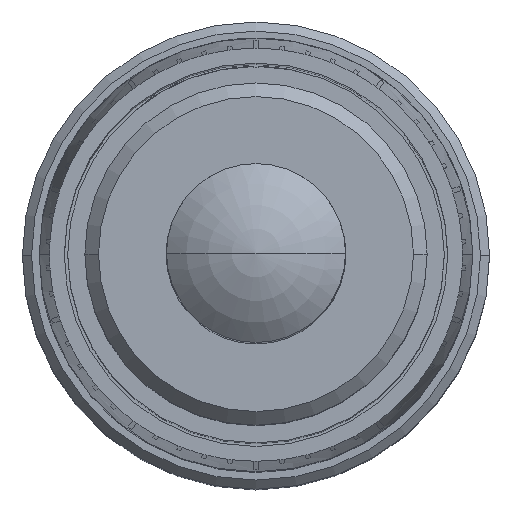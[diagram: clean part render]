
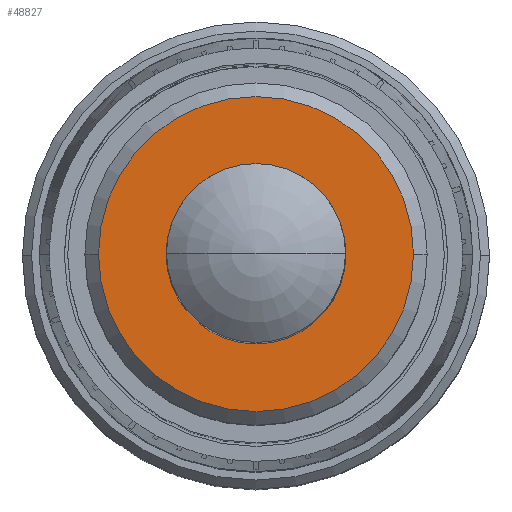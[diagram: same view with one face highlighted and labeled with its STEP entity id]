
A CAD part, top view. The second image highlights one B-rep face of the part: STEP entity #48827.
In plain terms, the highlighted planar face has unit normal (0, 0, 1).
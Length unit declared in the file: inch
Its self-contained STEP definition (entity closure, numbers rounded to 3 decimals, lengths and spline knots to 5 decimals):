
#31001 = CARTESIAN_POINT ( 'NONE',  ( 0., 0., 1.225 ) ) ;
#31004 = CARTESIAN_POINT ( 'NONE',  ( -0.1725, 0., 1.225 ) ) ;
#31014 = CIRCLE ( 'NONE', #31024, 0.1725 ) ;
#31017 = DIRECTION ( 'NONE',  ( 1., 0., 0. ) ) ;
#31019 = DIRECTION ( 'NONE',  ( 0., 0., 1. ) ) ;
#31021 = CARTESIAN_POINT ( 'NONE',  ( 0., 0., 1.225 ) ) ;
#31024 = AXIS2_PLACEMENT_3D ( 'NONE', #31001, #31135, #31133 ) ;
#31044 = AXIS2_PLACEMENT_3D ( 'NONE', #31021, #31019, #31017 ) ;
#31053 = CARTESIAN_POINT ( 'NONE',  ( 0.0985, 0., 1.225 ) ) ;
#31057 = CIRCLE ( 'NONE', #31044, 0.0985 ) ;
#31133 = DIRECTION ( 'NONE',  ( 1., 0., 0. ) ) ;
#31135 = DIRECTION ( 'NONE',  ( 0., 0., 1. ) ) ;
#31136 = CARTESIAN_POINT ( 'NONE',  ( 0.1725, 0., 1.225 ) ) ;
#40736 = CARTESIAN_POINT ( 'NONE',  ( -0.0985, 0., 1.225 ) ) ;
#47370 = FACE_BOUND ( 'NONE', #48875, .T. ) ;
#47382 = PLANE ( 'NONE',  #47537 ) ;
#47436 = FACE_OUTER_BOUND ( 'NONE', #48826, .T. ) ;
#47489 = AXIS2_PLACEMENT_3D ( 'NONE', #47644, #47643, #47641 ) ;
#47537 = AXIS2_PLACEMENT_3D ( 'NONE', #47671, #47669, #47667 ) ;
#47641 = DIRECTION ( 'NONE',  ( 1., 0., 0. ) ) ;
#47643 = DIRECTION ( 'NONE',  ( 0., 0., 1. ) ) ;
#47644 = CARTESIAN_POINT ( 'NONE',  ( 0., 0., 1.225 ) ) ;
#47653 = DIRECTION ( 'NONE',  ( 1., 0., 0. ) ) ;
#47655 = DIRECTION ( 'NONE',  ( 0., 0., 1. ) ) ;
#47657 = CARTESIAN_POINT ( 'NONE',  ( 0., 0., 1.225 ) ) ;
#47658 = CIRCLE ( 'NONE', #47678, 0.1725 ) ;
#47663 = CIRCLE ( 'NONE', #47489, 0.0985 ) ;
#47667 = DIRECTION ( 'NONE',  ( 1., 0., 0. ) ) ;
#47669 = DIRECTION ( 'NONE',  ( 0., 0., 1. ) ) ;
#47671 = CARTESIAN_POINT ( 'NONE',  ( 0., 0., 1.225 ) ) ;
#47678 = AXIS2_PLACEMENT_3D ( 'NONE', #47657, #47655, #47653 ) ;
#48126 = VERTEX_POINT ( 'NONE', #40736 ) ;
#48243 = VERTEX_POINT ( 'NONE', #31053 ) ;
#48244 = EDGE_CURVE ( 'NONE', #48126, #48243, #31057, .T. ) ;
#48253 = EDGE_CURVE ( 'NONE', #48255, #48258, #31014, .T. ) ;
#48255 = VERTEX_POINT ( 'NONE', #31136 ) ;
#48258 = VERTEX_POINT ( 'NONE', #31004 ) ;
#48762 = ORIENTED_EDGE ( 'NONE', *, *, #48831, .F. ) ;
#48826 = EDGE_LOOP ( 'NONE', ( #48835, #48834 ) ) ;
#48827 = ADVANCED_FACE ( 'NONE', ( #47370, #47436 ), #47382, .T. ) ;
#48829 = EDGE_CURVE ( 'NONE', #48258, #48255, #47658, .T. ) ;
#48831 = EDGE_CURVE ( 'NONE', #48243, #48126, #47663, .T. ) ;
#48833 = ORIENTED_EDGE ( 'NONE', *, *, #48244, .F. ) ;
#48834 = ORIENTED_EDGE ( 'NONE', *, *, #48253, .T. ) ;
#48835 = ORIENTED_EDGE ( 'NONE', *, *, #48829, .T. ) ;
#48875 = EDGE_LOOP ( 'NONE', ( #48762, #48833 ) ) ;
